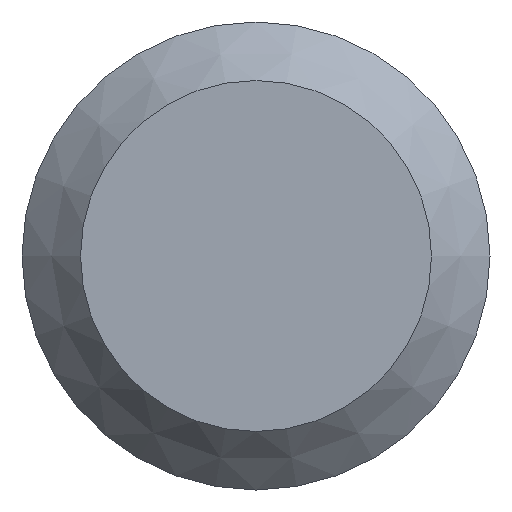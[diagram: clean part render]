
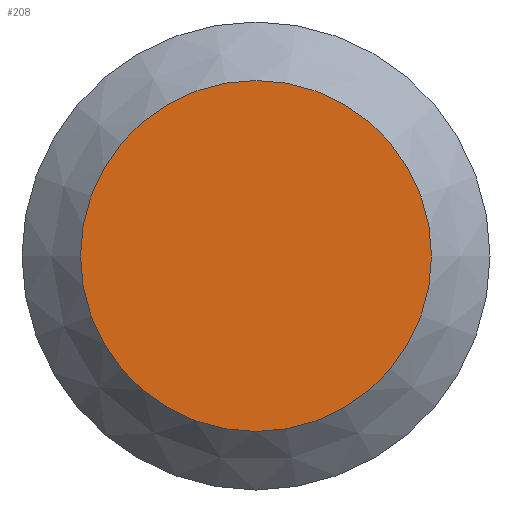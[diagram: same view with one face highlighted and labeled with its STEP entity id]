
A CAD part, left-side view. The second image highlights one B-rep face of the part: STEP entity #208.
In plain terms, the highlighted planar face has unit normal (-1, 0, 0).
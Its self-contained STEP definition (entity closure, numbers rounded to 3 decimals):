
#37=PLANE('',#236);
#61=FACE_OUTER_BOUND('',#81,.T.);
#81=EDGE_LOOP('',(#178));
#100=CIRCLE('',#235,3.);
#119=VERTEX_POINT('',#362);
#142=EDGE_CURVE('',#119,#119,#100,.T.);
#178=ORIENTED_EDGE('',*,*,#142,.F.);
#208=ADVANCED_FACE('',(#61),#37,.T.);
#235=AXIS2_PLACEMENT_3D('',#363,#289,#290);
#236=AXIS2_PLACEMENT_3D('',#364,#291,#292);
#289=DIRECTION('center_axis',(1.,0.,0.));
#290=DIRECTION('ref_axis',(0.,-1.,0.));
#291=DIRECTION('center_axis',(-1.,0.,0.));
#292=DIRECTION('ref_axis',(0.,0.,1.));
#362=CARTESIAN_POINT('',(0.,3.,0.));
#363=CARTESIAN_POINT('Origin',(0.,0.,
0.));
#364=CARTESIAN_POINT('Origin',(0.,2.,0.));
